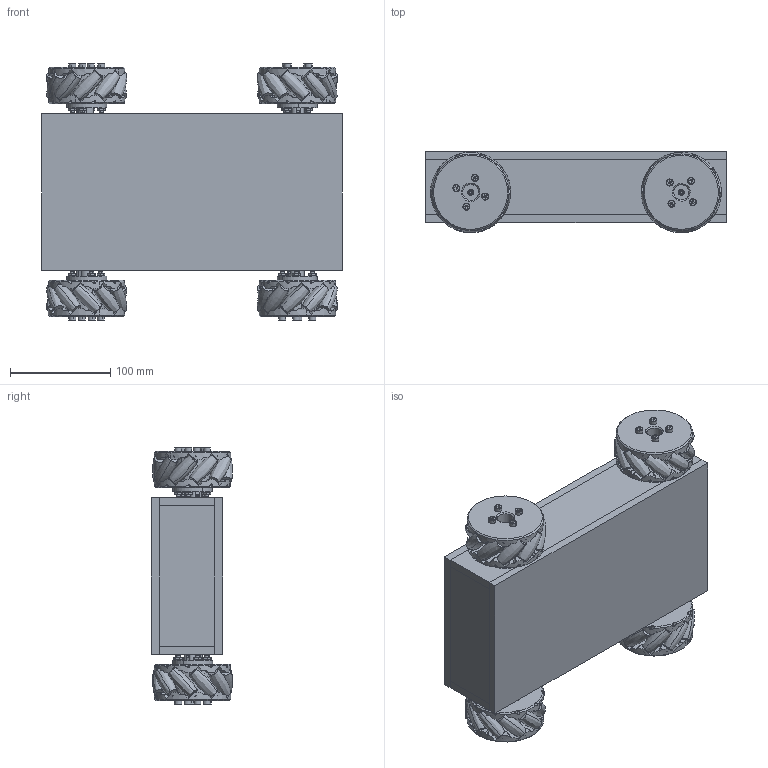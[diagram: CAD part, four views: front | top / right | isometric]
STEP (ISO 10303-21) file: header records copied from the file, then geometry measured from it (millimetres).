
FILE_DESCRIPTION (( 'STEP AP214' ), '1' );
FILE_NAME ('Mecanum Wheels Robot 3D Model STEP file.STEP', '2019-05-28T12:37:43', ( 'Dejan' ), ( '' ), 'SwSTEP 2.0', 'SolidWorks 2017', '' );
FILE_SCHEMA (( 'AUTOMOTIVE_DESIGN' ));
Length unit declared in the file: millimetre
Products named in the file (16): socket head cap screw_am_B18.3.1M - 4 x 0.7 x 45 Hex SHCS -- 20NHX; Shaft Coupler Nema 17; Mecanum Wheel Assembly Left; Roller 3; Wheel base plate 1 Left; hex nut style 1 gradeab_din_Hexagon Nut ISO 4032 - M4 - W - N; Wheel outer side Left; NEMA 17 34mm_Varsayilan; Mecanum Wheel Assembly Right; Mecanum Wheels Robot 3D Model STEP file; Base plate 1; Base side plate; Roller Shaft; Base side plate 2; Wheel outer side Right; Wheel base plate 1 Right
Assembly tree (76 placements, depth 3):
  Mecanum Wheels Robot 3D Model STEP file
    NEMA 17 34mm_Varsayilan  x4
    Mecanum Wheel Assembly Left  x2
      Wheel outer side Left
      Wheel base plate 1 Left
      Roller 3
      Shaft Coupler Nema 17
      hex nut style 1 gradeab_din_Hexagon Nut ISO 4032 - M4 - W - N
      Roller Shaft
      socket head cap screw_am_B18.3.1M - 4 x 0.7 x 45 Hex SHCS -- 20NHX
    Mecanum Wheel Assembly Right  x2
      Wheel base plate 1 Right
      Roller 3
      Wheel outer side Right
      Shaft Coupler Nema 17
      hex nut style 1 gradeab_din_Hexagon Nut ISO 4032 - M4 - W - N
      socket head cap screw_am_B18.3.1M - 4 x 0.7 x 45 Hex SHCS -- 20NHX
      Roller Shaft
    Base plate 1  x2
    Base side plate  x2
    Base side plate 2  x2
Bounding box: 300 x 80.9 x 256.31 mm (x, y, z)
Volume: 1863775.2 mm3; surface area: 589379.6 mm2
Topology: 134 solids, 134 shells, 3076 faces, 7384 edges, 4684 vertices
Faces by surface type: plane 1536, cylinder 1056, cone 324, torus 80, bspline 80
Entity records: 25155 total; most frequent: CARTESIAN_POINT 5888, ORIENTED_EDGE 3884, DIRECTION 3850, EDGE_CURVE 1942, AXIS2_PLACEMENT_3D 1510, VERTEX_POINT 1265, EDGE_LOOP 881, VECTOR 830
